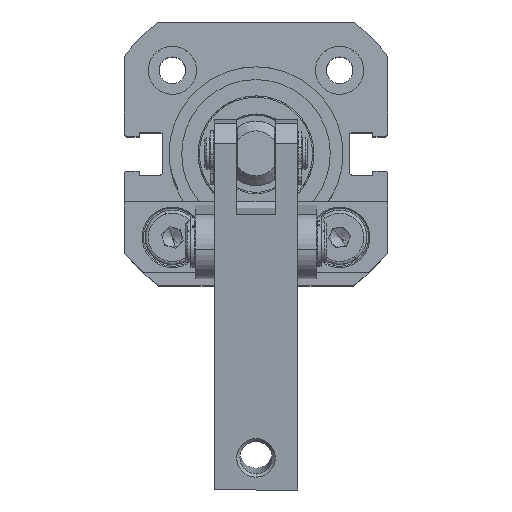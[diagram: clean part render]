
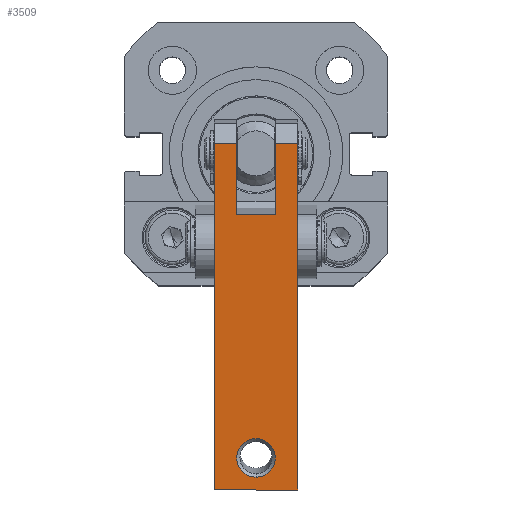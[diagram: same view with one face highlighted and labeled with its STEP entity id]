
A CAD part, top view. The second image highlights one B-rep face of the part: STEP entity #3509.
In plain terms, the highlighted face is planar.
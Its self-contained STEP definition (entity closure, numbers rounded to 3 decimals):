
#414 = VECTOR ( 'NONE', #9553, 1000. ) ;
#1149 = DIRECTION ( 'NONE',  ( 0., -1., 0. ) ) ;
#1178 = EDGE_CURVE ( 'NONE', #2370, #8587, #2920, .T. ) ;
#1493 = CIRCLE ( 'NONE', #16269, 3. ) ;
#1963 = LINE ( 'NONE', #12730, #15507 ) ;
#2370 = VERTEX_POINT ( 'NONE', #6886 ) ;
#2700 = CARTESIAN_POINT ( 'NONE',  ( -3.05, 6.5, 57. ) ) ;
#2702 = VERTEX_POINT ( 'NONE', #6437 ) ;
#2706 = CARTESIAN_POINT ( 'NONE',  ( -6.5, 6.5, 0. ) ) ;
#2816 = ORIENTED_EDGE ( 'NONE', *, *, #12603, .T. ) ;
#2858 = CARTESIAN_POINT ( 'NONE',  ( -6.5, 6.5, 43. ) ) ;
#2920 = LINE ( 'NONE', #7258, #16452 ) ;
#2964 = EDGE_CURVE ( 'NONE', #2702, #6329, #9357, .T. ) ;
#2997 = ORIENTED_EDGE ( 'NONE', *, *, #1178, .F. ) ;
#3020 = EDGE_CURVE ( 'NONE', #15834, #2370, #1963, .T. ) ;
#3197 = DIRECTION ( 'NONE',  ( 0., 1., 0. ) ) ;
#3509 = ADVANCED_FACE ( 'NONE', ( #11357, #6418 ), #15176, .F. ) ;
#3690 = EDGE_CURVE ( 'NONE', #15888, #13495, #13774, .T. ) ;
#3791 = ORIENTED_EDGE ( 'NONE', *, *, #3690, .F. ) ;
#3857 = ORIENTED_EDGE ( 'NONE', *, *, #14952, .F. ) ;
#3858 = EDGE_LOOP ( 'NONE', ( #10677, #3857 ) ) ;
#4129 = VERTEX_POINT ( 'NONE', #7073 ) ;
#4240 = CARTESIAN_POINT ( 'NONE',  ( -6.5, 6.5, 54. ) ) ;
#4402 = ORIENTED_EDGE ( 'NONE', *, *, #2964, .F. ) ;
#4536 = LINE ( 'NONE', #2858, #414 ) ;
#4988 = EDGE_LOOP ( 'NONE', ( #9633, #2997, #12342, #7612, #2816, #3791, #6837, #4402 ) ) ;
#5256 = VECTOR ( 'NONE', #7426, 1000. ) ;
#5353 = EDGE_CURVE ( 'NONE', #8587, #2702, #7614, .T. ) ;
#6329 = VERTEX_POINT ( 'NONE', #8589 ) ;
#6418 = FACE_BOUND ( 'NONE', #3858, .T. ) ;
#6437 = CARTESIAN_POINT ( 'NONE',  ( 3.05, 6.5, 54. ) ) ;
#6462 = AXIS2_PLACEMENT_3D ( 'NONE', #14258, #1149, #12834 ) ;
#6782 = CIRCLE ( 'NONE', #16297, 3. ) ;
#6837 = ORIENTED_EDGE ( 'NONE', *, *, #11844, .F. ) ;
#6886 = CARTESIAN_POINT ( 'NONE',  ( 6.5, 6.5, 0. ) ) ;
#7047 = CARTESIAN_POINT ( 'NONE',  ( 0., 6.5, 5. ) ) ;
#7073 = CARTESIAN_POINT ( 'NONE',  ( 0., 6.5, 2. ) ) ;
#7258 = CARTESIAN_POINT ( 'NONE',  ( 6.5, 6.5, 57. ) ) ;
#7426 = DIRECTION ( 'NONE',  ( 0., 0., -1. ) ) ;
#7612 = ORIENTED_EDGE ( 'NONE', *, *, #13455, .T. ) ;
#7614 = LINE ( 'NONE', #15329, #8417 ) ;
#8025 = DIRECTION ( 'NONE',  ( 0., 0., 1. ) ) ;
#8417 = VECTOR ( 'NONE', #16600, 1000. ) ;
#8587 = VERTEX_POINT ( 'NONE', #13195 ) ;
#8589 = CARTESIAN_POINT ( 'NONE',  ( 3.05, 6.5, 43. ) ) ;
#8615 = DIRECTION ( 'NONE',  ( 1., 0., 0. ) ) ;
#8724 = DIRECTION ( 'NONE',  ( 0., 0., 1. ) ) ;
#9357 = LINE ( 'NONE', #14954, #5256 ) ;
#9553 = DIRECTION ( 'NONE',  ( -1., 0., 0. ) ) ;
#9570 = DIRECTION ( 'NONE',  ( 0., 0., 1. ) ) ;
#9633 = ORIENTED_EDGE ( 'NONE', *, *, #5353, .F. ) ;
#9664 = VERTEX_POINT ( 'NONE', #14004 ) ;
#9893 = DIRECTION ( 'NONE',  ( 0., 0., 1. ) ) ;
#10111 = VECTOR ( 'NONE', #8025, 1000. ) ;
#10677 = ORIENTED_EDGE ( 'NONE', *, *, #16004, .F. ) ;
#11124 = VECTOR ( 'NONE', #15652, 1000. ) ;
#11351 = CARTESIAN_POINT ( 'NONE',  ( -3.05, 6.5, 54. ) ) ;
#11357 = FACE_OUTER_BOUND ( 'NONE', #4988, .T. ) ;
#11596 = CARTESIAN_POINT ( 'NONE',  ( 0., 6.5, 54. ) ) ;
#11844 = EDGE_CURVE ( 'NONE', #6329, #15888, #4536, .T. ) ;
#12342 = ORIENTED_EDGE ( 'NONE', *, *, #3020, .F. ) ;
#12603 = EDGE_CURVE ( 'NONE', #14299, #13495, #14584, .T. ) ;
#12662 = DIRECTION ( 'NONE',  ( 0., 1., 0. ) ) ;
#12730 = CARTESIAN_POINT ( 'NONE',  ( -6.5, 6.5, 0. ) ) ;
#12779 = CARTESIAN_POINT ( 'NONE',  ( 0., 6.5, 5. ) ) ;
#12834 = DIRECTION ( 'NONE',  ( 1., 0., 0. ) ) ;
#13195 = CARTESIAN_POINT ( 'NONE',  ( 6.5, 6.5, 54. ) ) ;
#13315 = VECTOR ( 'NONE', #14012, 1000. ) ;
#13455 = EDGE_CURVE ( 'NONE', #15834, #14299, #15364, .T. ) ;
#13495 = VERTEX_POINT ( 'NONE', #11351 ) ;
#13774 = LINE ( 'NONE', #2700, #10111 ) ;
#14004 = CARTESIAN_POINT ( 'NONE',  ( 0., 6.5, 8. ) ) ;
#14012 = DIRECTION ( 'NONE',  ( 0., 0., 1. ) ) ;
#14258 = CARTESIAN_POINT ( 'NONE',  ( -6.5, 6.5, 57. ) ) ;
#14299 = VERTEX_POINT ( 'NONE', #4240 ) ;
#14376 = CARTESIAN_POINT ( 'NONE',  ( -3.05, 6.5, 43. ) ) ;
#14584 = LINE ( 'NONE', #11596, #11124 ) ;
#14952 = EDGE_CURVE ( 'NONE', #4129, #9664, #1493, .T. ) ;
#14954 = CARTESIAN_POINT ( 'NONE',  ( 3.05, 6.5, 57. ) ) ;
#15176 = PLANE ( 'NONE',  #6462 ) ;
#15329 = CARTESIAN_POINT ( 'NONE',  ( -6.5, 6.5, 54. ) ) ;
#15364 = LINE ( 'NONE', #16727, #13315 ) ;
#15507 = VECTOR ( 'NONE', #8615, 1000. ) ;
#15652 = DIRECTION ( 'NONE',  ( 1., 0., 0. ) ) ;
#15834 = VERTEX_POINT ( 'NONE', #2706 ) ;
#15888 = VERTEX_POINT ( 'NONE', #14376 ) ;
#16004 = EDGE_CURVE ( 'NONE', #9664, #4129, #6782, .T. ) ;
#16269 = AXIS2_PLACEMENT_3D ( 'NONE', #7047, #3197, #9570 ) ;
#16297 = AXIS2_PLACEMENT_3D ( 'NONE', #12779, #12662, #8724 ) ;
#16452 = VECTOR ( 'NONE', #9893, 1000. ) ;
#16600 = DIRECTION ( 'NONE',  ( -1., 0., 0. ) ) ;
#16727 = CARTESIAN_POINT ( 'NONE',  ( -6.5, 6.5, 57. ) ) ;
